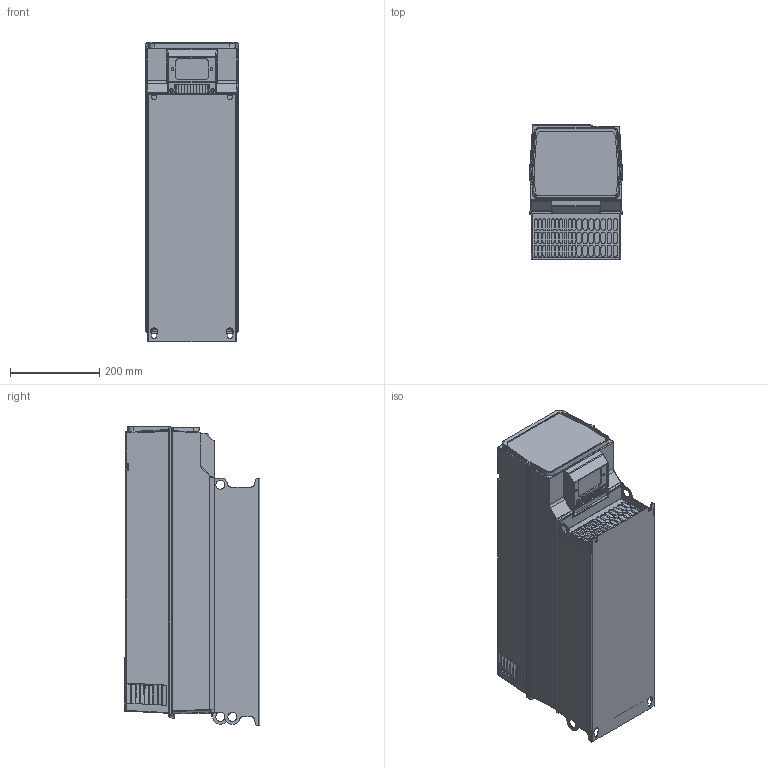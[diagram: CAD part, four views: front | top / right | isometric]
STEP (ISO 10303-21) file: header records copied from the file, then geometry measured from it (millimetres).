
FILE_DESCRIPTION((''),'2;1');
FILE_NAME('FK06_ASM_SW0001','2020-08-26T11:16:40',('ett15986'),(''),'CREO PARAMETRIC BY PTC INC, 2017260','CREO PARAMETRIC BY PTC INC, 2017260','');
FILE_SCHEMA(('AUTOMOTIVE_DESIGN { 1 0 10303 214 1 1 1 1 }'));
Products named in the file (1): FK06_ASM_SW0001
Bounding box: 209 x 303 x 671.21 mm (x, y, z)
Volume: 34704500.5 mm3; surface area: 880734.5 mm2
Topology: 1 solids, 1 shells, 1778 faces, 4719 edges, 3034 vertices
Faces by surface type: plane 996, cylinder 468, bspline 122, extrusion 110, cone 52, torus 22, sphere 8
Entity records: 79474 total; most frequent: CARTESIAN_POINT 26450, ORIENTED_EDGE 9424, DIRECTION 7887, EDGE_CURVE 4712, VECTOR 3273, LINE 3163, VERTEX_POINT 3032, AXIS2_PLACEMENT_3D 2307
